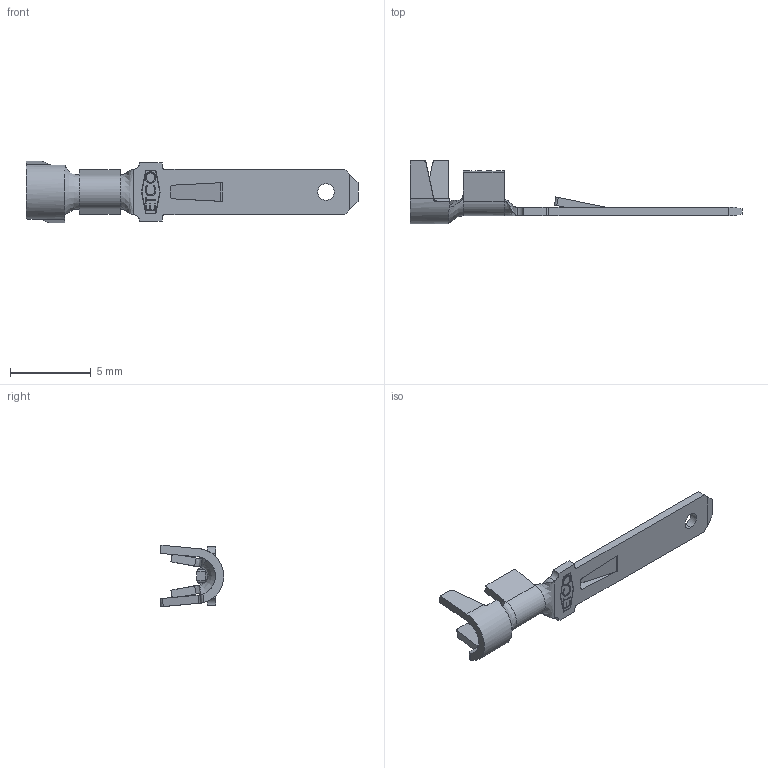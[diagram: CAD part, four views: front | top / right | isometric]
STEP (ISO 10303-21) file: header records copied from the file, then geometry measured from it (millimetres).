
FILE_DESCRIPTION (( 'STEP AP203' ), '1' );
FILE_NAME ('07935.STEP', '2015-01-29T16:08:17', ( '' ), ( '' ), 'SwSTEP 2.0', 'SolidWorks 2014', '' );
FILE_SCHEMA (( 'CONFIG_CONTROL_DESIGN' ));
Length unit declared in the file: inch
Products named in the file (1): 07935
Bounding box: 20.57 x 3.94 x 3.81 mm (x, y, z)
Volume: 37 mm3; surface area: 191.2 mm2
Topology: 1 solids, 1 shells, 169 faces, 470 edges, 309 vertices
Faces by surface type: plane 107, bspline 31, cylinder 25, cone 6
Entity records: 7454 total; most frequent: CARTESIAN_POINT 3307, ORIENTED_EDGE 940, DIRECTION 691, EDGE_CURVE 470, LINE 317, VECTOR 317, VERTEX_POINT 309, AXIS2_PLACEMENT_3D 187
